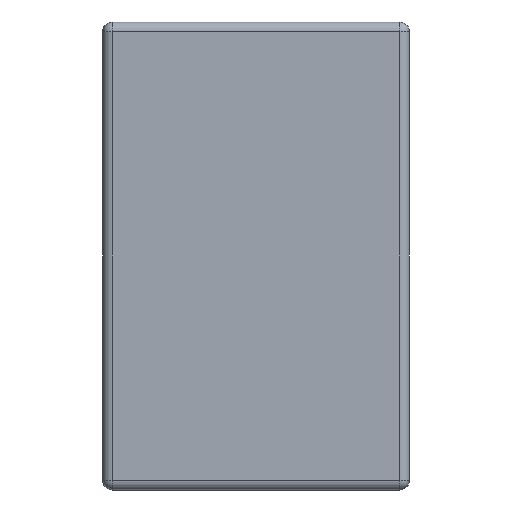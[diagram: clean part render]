
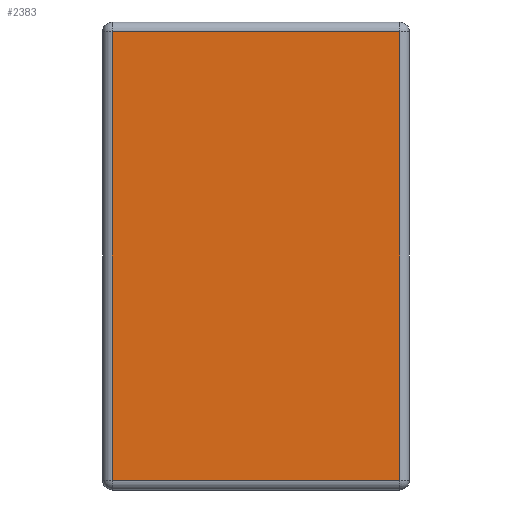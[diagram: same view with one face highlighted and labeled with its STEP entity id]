
A CAD part, left-side view. The second image highlights one B-rep face of the part: STEP entity #2383.
In plain terms, the highlighted planar face has unit normal (-1, 0, 0).
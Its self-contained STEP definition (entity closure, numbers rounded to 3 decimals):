
#23 = DIRECTION ( 'NONE',  ( 0., 0., 1. ) ) ;
#148 = LINE ( 'NONE', #4363, #3775 ) ;
#274 = VECTOR ( 'NONE', #2064, 1000. ) ;
#336 = CARTESIAN_POINT ( 'NONE',  ( 0., 0.95, -0.03 ) ) ;
#414 = ORIENTED_EDGE ( 'NONE', *, *, #3073, .T. ) ;
#722 = LINE ( 'NONE', #336, #274 ) ;
#734 = EDGE_CURVE ( 'NONE', #2978, #780, #148, .T. ) ;
#780 = VERTEX_POINT ( 'NONE', #3675 ) ;
#809 = CARTESIAN_POINT ( 'NONE',  ( 0., 0.92, -1.42 ) ) ;
#828 = CARTESIAN_POINT ( 'NONE',  ( 0., 0.03, -0.03 ) ) ;
#1123 = CARTESIAN_POINT ( 'NONE',  ( 0., 0.92, -1.45 ) ) ;
#1226 = DIRECTION ( 'NONE',  ( 0., -1., 0. ) ) ;
#1446 = VECTOR ( 'NONE', #1870, 1000. ) ;
#1450 = VERTEX_POINT ( 'NONE', #828 ) ;
#1467 = FACE_OUTER_BOUND ( 'NONE', #1827, .T. ) ;
#1827 = EDGE_LOOP ( 'NONE', ( #2018, #414, #2114, #2712 ) ) ;
#1870 = DIRECTION ( 'NONE',  ( 0., 0., 1. ) ) ;
#1893 = CARTESIAN_POINT ( 'NONE',  ( 0., 0.92, -0.03 ) ) ;
#1900 = EDGE_CURVE ( 'NONE', #3118, #2978, #4269, .T. ) ;
#2018 = ORIENTED_EDGE ( 'NONE', *, *, #734, .T. ) ;
#2064 = DIRECTION ( 'NONE',  ( 0., 1., 0. ) ) ;
#2114 = ORIENTED_EDGE ( 'NONE', *, *, #3890, .T. ) ;
#2383 = ADVANCED_FACE ( 'NONE', ( #1467 ), #3500, .T. ) ;
#2466 = DIRECTION ( 'NONE',  ( -1., 0., 0. ) ) ;
#2638 = CARTESIAN_POINT ( 'NONE',  ( 0., 0.03, 0. ) ) ;
#2712 = ORIENTED_EDGE ( 'NONE', *, *, #1900, .T. ) ;
#2978 = VERTEX_POINT ( 'NONE', #809 ) ;
#3073 = EDGE_CURVE ( 'NONE', #780, #1450, #3636, .T. ) ;
#3118 = VERTEX_POINT ( 'NONE', #1893 ) ;
#3500 = PLANE ( 'NONE',  #4501 ) ;
#3574 = DIRECTION ( 'NONE',  ( 0., 0., -1. ) ) ;
#3636 = LINE ( 'NONE', #2638, #1446 ) ;
#3675 = CARTESIAN_POINT ( 'NONE',  ( 0., 0.03, -1.42 ) ) ;
#3775 = VECTOR ( 'NONE', #1226, 1000. ) ;
#3890 = EDGE_CURVE ( 'NONE', #1450, #3118, #722, .T. ) ;
#4269 = LINE ( 'NONE', #1123, #4485 ) ;
#4363 = CARTESIAN_POINT ( 'NONE',  ( 0., 0., -1.42 ) ) ;
#4485 = VECTOR ( 'NONE', #3574, 1000. ) ;
#4501 = AXIS2_PLACEMENT_3D ( 'NONE', #4511, #2466, #23 ) ;
#4511 = CARTESIAN_POINT ( 'NONE',  ( 0., 0., 0. ) ) ;
